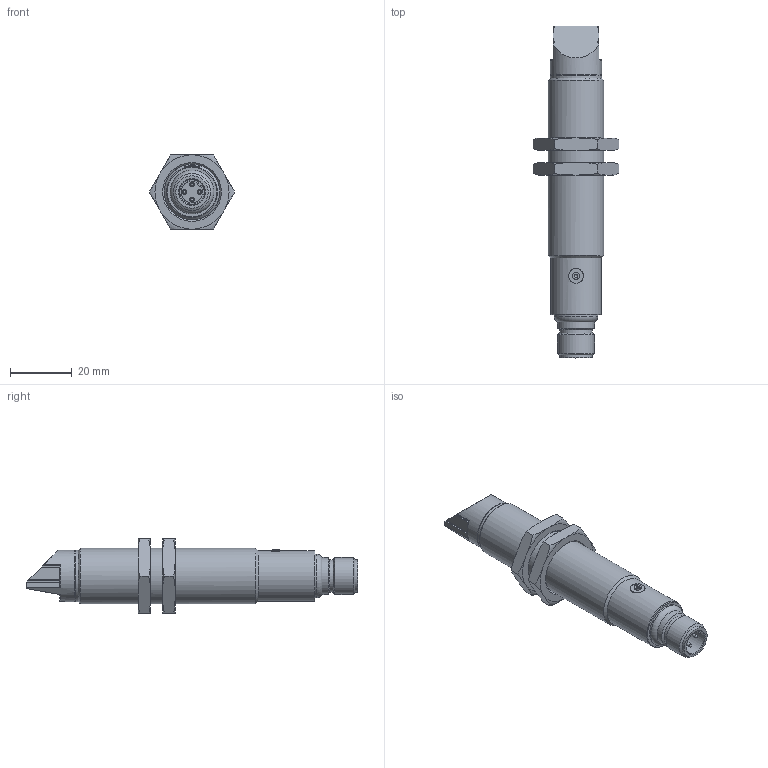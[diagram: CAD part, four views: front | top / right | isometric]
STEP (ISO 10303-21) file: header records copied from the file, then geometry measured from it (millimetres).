
FILE_DESCRIPTION (( 'STEP AP203' ), '1' );
FILE_NAME ('FKL4-BP-3E_Default.step', '2025-02-26T12:14:28', ( 'Windows User' ), ( 'AUTOMATION DIRECT' ), 'SwSTEP 2.0', 'SolidWorks 2024', '' );
FILE_SCHEMA (( 'CONFIG_CONTROL_DESIGN' ));
Length unit declared in the file: inch
Products named in the file (1): FKL4-BP-3E_Default
Bounding box: 27.71 x 107.6 x 24 mm (x, y, z)
Volume: 24113.8 mm3; surface area: 9067.5 mm2
Topology: 3 solids, 5 shells, 146 faces, 362 edges, 232 vertices
Faces by surface type: plane 64, torus 33, cylinder 30, cone 15, sphere 4
Full cylindrical faces by diameter (mm): 1 x4, 2.3 x1, 4.091 x1, 4.7 x1, 7 x1, 7.05 x1, 8.3 x1, 10.5 x2, 12 x2, 14.2 x1, 14.8 x1, 16.4 x1, 16.6 x2, 18 x3
Entity records: 5256 total; most frequent: CARTESIAN_POINT 2128, DIRECTION 605, ORIENTED_EDGE 586, EDGE_CURVE 293, AXIS2_PLACEMENT_3D 248, VERTEX_POINT 210, EDGE_LOOP 203, FACE_OUTER_BOUND 172
